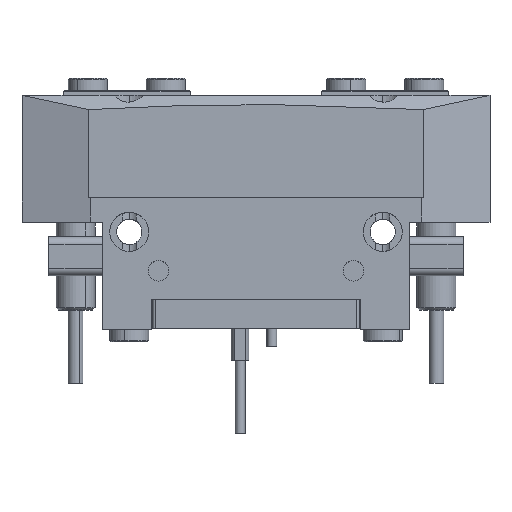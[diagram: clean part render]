
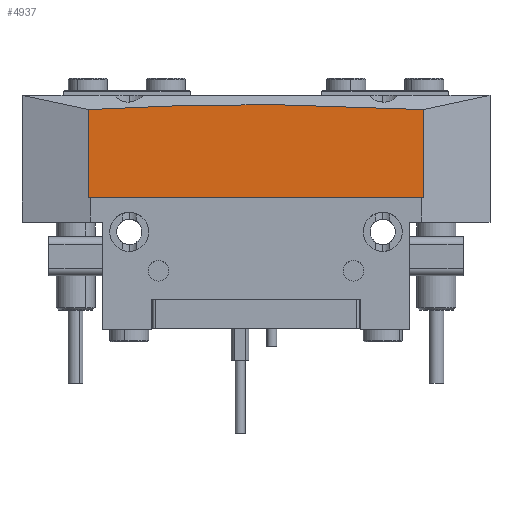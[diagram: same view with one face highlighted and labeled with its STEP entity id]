
A CAD part, top view. The second image highlights one B-rep face of the part: STEP entity #4937.
In plain terms, the highlighted planar face has unit normal (0, 0, 1).
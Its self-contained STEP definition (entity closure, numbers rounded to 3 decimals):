
#572 = CARTESIAN_POINT ( 'NONE',  ( -34.35, 0., 20.9 ) ) ;
#799 = VECTOR ( 'NONE', #11915, 1000. ) ;
#821 = CARTESIAN_POINT ( 'NONE',  ( 34.35, 45.082, 20.9 ) ) ;
#3473 = CARTESIAN_POINT ( 'NONE',  ( 34.35, 0., 20.9 ) ) ;
#4581 = PLANE ( 'NONE',  #15076 ) ;
#4875 = VECTOR ( 'NONE', #26555, 1000. ) ;
#4920 = CARTESIAN_POINT ( 'NONE',  ( -34.35, 45.082, 20.9 ) ) ;
#4937 = ADVANCED_FACE ( 'NONE', ( #10384 ), #4581, .T. ) ;
#5112 = CARTESIAN_POINT ( 'NONE',  ( 11.568, 46.431, 20.9 ) ) ;
#5766 = CARTESIAN_POINT ( 'NONE',  ( -59.406, 27., 20.9 ) ) ;
#5872 = CARTESIAN_POINT ( 'NONE',  ( 34.35, 27., 20.9 ) ) ;
#8209 = CARTESIAN_POINT ( 'NONE',  ( 34.35, 45.082, 20.9 ) ) ;
#9435 = VERTEX_POINT ( 'NONE', #35935 ) ;
#9971 = EDGE_CURVE ( 'NONE', #32891, #9435, #11519, .T. ) ;
#10384 = FACE_OUTER_BOUND ( 'NONE', #31562, .T. ) ;
#11519 = LINE ( 'NONE', #572, #18404 ) ;
#11915 = DIRECTION ( 'NONE',  ( 1., 0., 0. ) ) ;
#14763 = CARTESIAN_POINT ( 'NONE',  ( -34.35, 45.082, 20.9 ) ) ;
#15076 = AXIS2_PLACEMENT_3D ( 'NONE', #16325, #21974, #27663 ) ;
#16095 = ORIENTED_EDGE ( 'NONE', *, *, #9971, .T. ) ;
#16325 = CARTESIAN_POINT ( 'NONE',  ( 0., 0., 20.9 ) ) ;
#18404 = VECTOR ( 'NONE', #36285, 1000. ) ;
#21974 = DIRECTION ( 'NONE',  ( 0., 0., 1. ) ) ;
#23300 = ORIENTED_EDGE ( 'NONE', *, *, #34772, .T. ) ;
#23766 = CARTESIAN_POINT ( 'NONE',  ( -11.331, 46.445, 20.9 ) ) ;
#24092 = B_SPLINE_CURVE_WITH_KNOTS ( 'NONE', 3,
 ( #8209, #5112, #23766, #14763 ),
 .UNSPECIFIED., .F., .F.,
 ( 4, 4 ),
 ( 0.105, 0.174 ),
 .UNSPECIFIED. ) ;
#24604 = EDGE_CURVE ( 'NONE', #30616, #32891, #24092, .T. ) ;
#26240 = ORIENTED_EDGE ( 'NONE', *, *, #24604, .T. ) ;
#26555 = DIRECTION ( 'NONE',  ( 0., 1., 0. ) ) ;
#27125 = EDGE_CURVE ( 'NONE', #9435, #37513, #31733, .T. ) ;
#27663 = DIRECTION ( 'NONE',  ( 1., 0., 0. ) ) ;
#30485 = ORIENTED_EDGE ( 'NONE', *, *, #27125, .T. ) ;
#30616 = VERTEX_POINT ( 'NONE', #821 ) ;
#31562 = EDGE_LOOP ( 'NONE', ( #23300, #26240, #16095, #30485 ) ) ;
#31733 = LINE ( 'NONE', #5766, #799 ) ;
#32891 = VERTEX_POINT ( 'NONE', #4920 ) ;
#34772 = EDGE_CURVE ( 'NONE', #37513, #30616, #37165, .T. ) ;
#35935 = CARTESIAN_POINT ( 'NONE',  ( -34.35, 27., 20.9 ) ) ;
#36285 = DIRECTION ( 'NONE',  ( 0., -1., 0. ) ) ;
#37165 = LINE ( 'NONE', #3473, #4875 ) ;
#37513 = VERTEX_POINT ( 'NONE', #5872 ) ;
